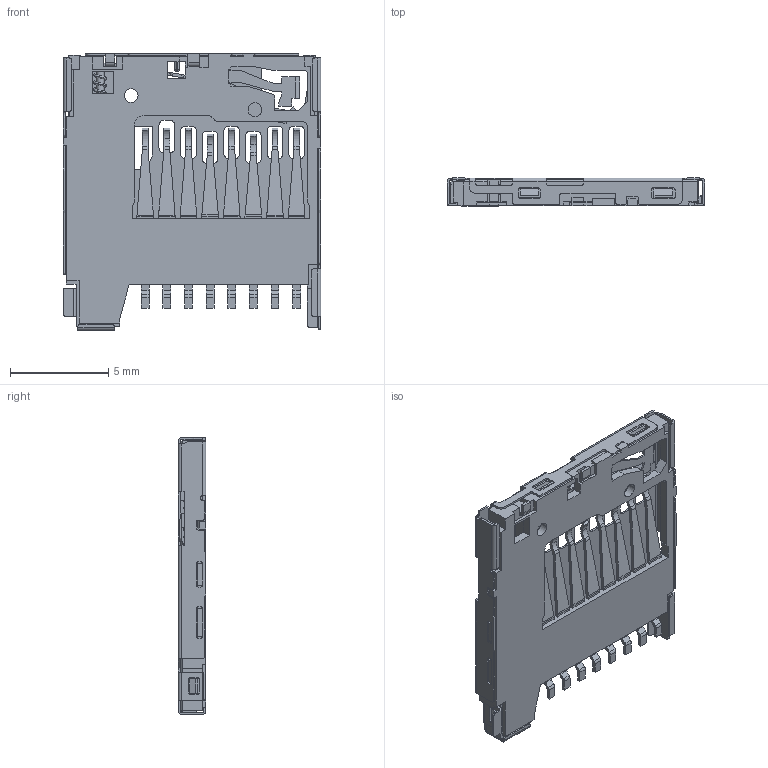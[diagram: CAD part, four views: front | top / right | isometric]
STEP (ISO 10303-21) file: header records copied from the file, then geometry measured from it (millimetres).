
FILE_DESCRIPTION (( 'STEP AP214' ), '1' );
FILE_NAME ('5033981892.STEP', '2020-04-14T06:58:45', ( '' ), ( '' ), 'SwSTEP 2.0', 'SolidWorks 2017', '' );
FILE_SCHEMA (( 'AUTOMOTIVE_DESIGN' ));
Length unit declared in the file: millimetre
Products named in the file (1): 5033981892
Bounding box: 13.1 x 1.4 x 14.07 mm (x, y, z)
Volume: 76.2 mm3; surface area: 837.6 mm2
Topology: 15 solids, 15 shells, 1165 faces, 3209 edges, 2065 vertices
Faces by surface type: plane 815, cylinder 344, torus 4, bspline 2
Entity records: 41713 total; most frequent: CARTESIAN_POINT 11351, ORIENTED_EDGE 6418, DIRECTION 6166, EDGE_CURVE 3209, LINE 2510, VECTOR 2510, VERTEX_POINT 2065, AXIS2_PLACEMENT_3D 1828
